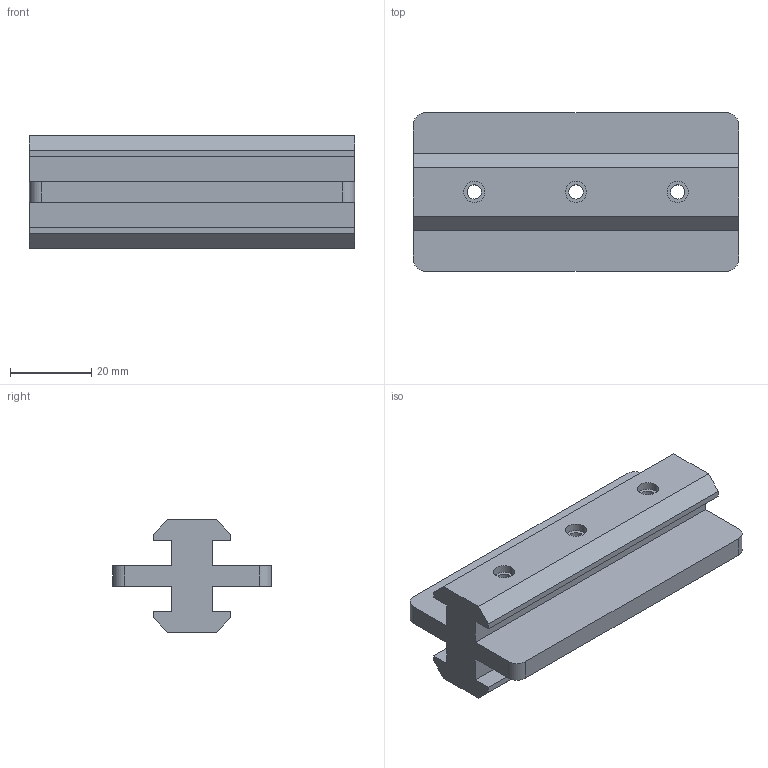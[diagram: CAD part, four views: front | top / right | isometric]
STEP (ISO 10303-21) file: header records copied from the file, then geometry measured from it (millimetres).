
FILE_DESCRIPTION(('STEP AP214'),'1');
FILE_NAME('cctmp_9FC3104C-42E2-466D-A297-BDD45B42BB50_2020_1_10_10_26_49_386..stp','2020-01-10T09:26:49',('Bosch Rexroth AG'),('CADClick - www.CADClick.com'),'Spatial InterOp 3D',' ','unknown authorization - (Healing Option Enabled)');
FILE_SCHEMA(('AUTOMOTIVE_DESIGN'));
Length unit declared in the file: millimetre
Products named in the file (1): 2020_01_10__10-26-49-386
Bounding box: 80 x 39 x 27.6 mm (x, y, z)
Volume: 37844.5 mm3; surface area: 14758 mm2
Topology: 1 solids, 1 shells, 54 faces, 146 edges, 100 vertices
Faces by surface type: plane 32, cylinder 22
Entity records: 2202 total; most frequent: CARTESIAN_POINT 325, DIRECTION 300, ORIENTED_EDGE 292, EDGE_CURVE 146, AXIS2_PLACEMENT_3D 107, VERTEX_POINT 100, LINE 86, VECTOR 86
